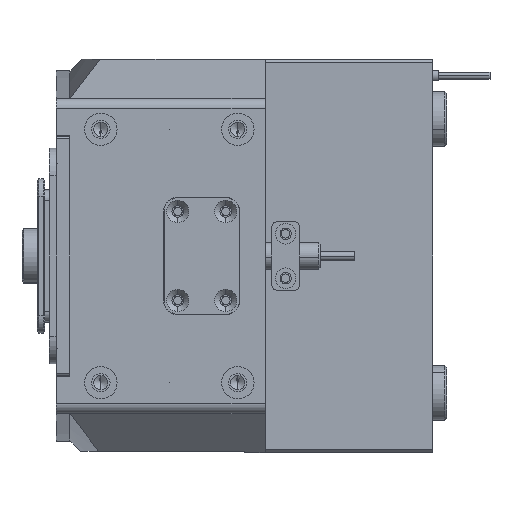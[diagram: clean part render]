
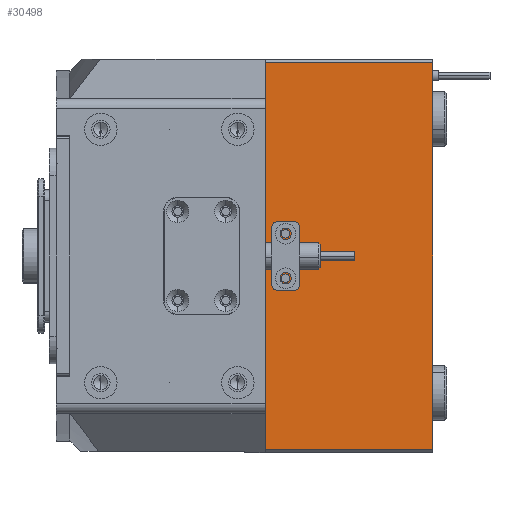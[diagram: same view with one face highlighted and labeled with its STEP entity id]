
A CAD part, left-side view. The second image highlights one B-rep face of the part: STEP entity #30498.
In plain terms, the highlighted planar face has unit normal (-1, 0, 0).
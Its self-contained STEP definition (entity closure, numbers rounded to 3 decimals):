
#308 = CARTESIAN_POINT ( 'NONE',  ( -93., -63.5, 57.5 ) ) ;
#879 = EDGE_LOOP ( 'NONE', ( #47465, #2339, #44018, #48610 ) ) ;
#1508 = AXIS2_PLACEMENT_3D ( 'NONE', #40189, #3503, #33419 ) ;
#1558 = CIRCLE ( 'NONE', #5097, 1.25 ) ;
#1625 = ORIENTED_EDGE ( 'NONE', *, *, #33623, .F. ) ;
#1748 = AXIS2_PLACEMENT_3D ( 'NONE', #2144, #37665, #14073 ) ;
#2144 = CARTESIAN_POINT ( 'NONE',  ( -93., -63.5, 57.5 ) ) ;
#2153 = CIRCLE ( 'NONE', #40742, 1.25 ) ;
#2339 = ORIENTED_EDGE ( 'NONE', *, *, #41871, .T. ) ;
#3421 = DIRECTION ( 'NONE',  ( -1., 0., 0. ) ) ;
#3446 = VERTEX_POINT ( 'NONE', #12226 ) ;
#3503 = DIRECTION ( 'NONE',  ( -1., 0., 0. ) ) ;
#3887 = EDGE_CURVE ( 'NONE', #4746, #16975, #2153, .T. ) ;
#4102 = CARTESIAN_POINT ( 'NONE',  ( -93., -63.5, -56.5 ) ) ;
#4107 = VECTOR ( 'NONE', #4276, 1000. ) ;
#4276 = DIRECTION ( 'NONE',  ( 0., -1., 0. ) ) ;
#4306 = DIRECTION ( 'NONE',  ( 0., 0., -1. ) ) ;
#4746 = VERTEX_POINT ( 'NONE', #7930 ) ;
#5097 = AXIS2_PLACEMENT_3D ( 'NONE', #44152, #28350, #32304 ) ;
#5712 = CARTESIAN_POINT ( 'NONE',  ( -93., -14.5, 56.5 ) ) ;
#5724 = CARTESIAN_POINT ( 'NONE',  ( -93., -63.5, 56.5 ) ) ;
#7357 = EDGE_CURVE ( 'NONE', #45135, #40344, #8040, .T. ) ;
#7930 = CARTESIAN_POINT ( 'NONE',  ( -93., -20.5, 5.25 ) ) ;
#8040 = LINE ( 'NONE', #35974, #9254 ) ;
#9254 = VECTOR ( 'NONE', #16002, 1000. ) ;
#12226 = CARTESIAN_POINT ( 'NONE',  ( -93., -63.5, -56.5 ) ) ;
#12455 = CARTESIAN_POINT ( 'NONE',  ( -93., -20.5, -5.25 ) ) ;
#12784 = LINE ( 'NONE', #5724, #40522 ) ;
#14073 = DIRECTION ( 'NONE',  ( 0., 1., 0. ) ) ;
#15674 = LINE ( 'NONE', #308, #40939 ) ;
#16002 = DIRECTION ( 'NONE',  ( 0., 0., -1. ) ) ;
#16975 = VERTEX_POINT ( 'NONE', #36044 ) ;
#18796 = CARTESIAN_POINT ( 'NONE',  ( -93., -20.5, 6.5 ) ) ;
#19150 = EDGE_LOOP ( 'NONE', ( #37778, #39715 ) ) ;
#19567 = EDGE_CURVE ( 'NONE', #34193, #45135, #12784, .T. ) ;
#21436 = CIRCLE ( 'NONE', #1508, 1.25 ) ;
#22599 = CARTESIAN_POINT ( 'NONE',  ( -93., -20.5, 6.5 ) ) ;
#25043 = DIRECTION ( 'NONE',  ( 0., 1., 0. ) ) ;
#27530 = AXIS2_PLACEMENT_3D ( 'NONE', #22599, #50430, #46286 ) ;
#28350 = DIRECTION ( 'NONE',  ( -1., 0., 0. ) ) ;
#28499 = FACE_BOUND ( 'NONE', #19150, .T. ) ;
#28699 = CARTESIAN_POINT ( 'NONE',  ( -93., -63.5, 56.5 ) ) ;
#29979 = EDGE_CURVE ( 'NONE', #16975, #4746, #40245, .T. ) ;
#30498 = ADVANCED_FACE ( 'NONE', ( #31546, #28499, #34029 ), #41635, .F. ) ;
#30858 = CARTESIAN_POINT ( 'NONE',  ( -93., -14.5, -56.5 ) ) ;
#31546 = FACE_BOUND ( 'NONE', #35307, .T. ) ;
#32304 = DIRECTION ( 'NONE',  ( 0., 0., 1. ) ) ;
#33419 = DIRECTION ( 'NONE',  ( 0., 0., 1. ) ) ;
#33623 = EDGE_CURVE ( 'NONE', #45384, #36090, #21436, .T. ) ;
#34029 = FACE_OUTER_BOUND ( 'NONE', #879, .T. ) ;
#34193 = VERTEX_POINT ( 'NONE', #28699 ) ;
#35032 = EDGE_CURVE ( 'NONE', #34193, #3446, #15674, .T. ) ;
#35307 = EDGE_LOOP ( 'NONE', ( #37638, #1625 ) ) ;
#35974 = CARTESIAN_POINT ( 'NONE',  ( -93., -14.5, 57.5 ) ) ;
#36044 = CARTESIAN_POINT ( 'NONE',  ( -93., -20.5, 7.75 ) ) ;
#36090 = VERTEX_POINT ( 'NONE', #12455 ) ;
#37638 = ORIENTED_EDGE ( 'NONE', *, *, #42572, .F. ) ;
#37665 = DIRECTION ( 'NONE',  ( 1., 0., 0. ) ) ;
#37778 = ORIENTED_EDGE ( 'NONE', *, *, #29979, .F. ) ;
#39715 = ORIENTED_EDGE ( 'NONE', *, *, #3887, .F. ) ;
#40189 = CARTESIAN_POINT ( 'NONE',  ( -93., -20.5, -6.5 ) ) ;
#40245 = CIRCLE ( 'NONE', #27530, 1.25 ) ;
#40344 = VERTEX_POINT ( 'NONE', #30858 ) ;
#40522 = VECTOR ( 'NONE', #25043, 1000. ) ;
#40742 = AXIS2_PLACEMENT_3D ( 'NONE', #18796, #3421, #42388 ) ;
#40939 = VECTOR ( 'NONE', #4306, 1000. ) ;
#41635 = PLANE ( 'NONE',  #1748 ) ;
#41871 = EDGE_CURVE ( 'NONE', #40344, #3446, #45359, .T. ) ;
#42388 = DIRECTION ( 'NONE',  ( 0., 0., 1. ) ) ;
#42572 = EDGE_CURVE ( 'NONE', #36090, #45384, #1558, .T. ) ;
#44018 = ORIENTED_EDGE ( 'NONE', *, *, #35032, .F. ) ;
#44152 = CARTESIAN_POINT ( 'NONE',  ( -93., -20.5, -6.5 ) ) ;
#45135 = VERTEX_POINT ( 'NONE', #5712 ) ;
#45359 = LINE ( 'NONE', #4102, #4107 ) ;
#45384 = VERTEX_POINT ( 'NONE', #46142 ) ;
#46142 = CARTESIAN_POINT ( 'NONE',  ( -93., -20.5, -7.75 ) ) ;
#46286 = DIRECTION ( 'NONE',  ( 0., 0., 1. ) ) ;
#47465 = ORIENTED_EDGE ( 'NONE', *, *, #7357, .T. ) ;
#48610 = ORIENTED_EDGE ( 'NONE', *, *, #19567, .T. ) ;
#50430 = DIRECTION ( 'NONE',  ( -1., 0., 0. ) ) ;
